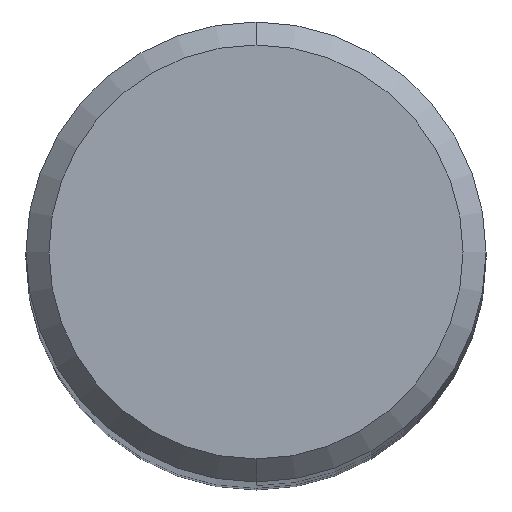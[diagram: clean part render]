
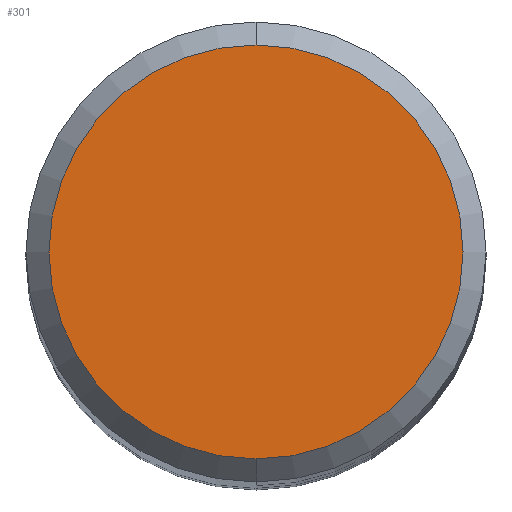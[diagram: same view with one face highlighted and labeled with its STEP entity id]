
A CAD part, top view. The second image highlights one B-rep face of the part: STEP entity #301.
In plain terms, the highlighted planar face has unit normal (0, 0, 1).
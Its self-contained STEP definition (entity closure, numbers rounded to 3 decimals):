
#273=VERTEX_POINT('',#641);
#301=ADVANCED_FACE('',(#671),#672,.T.);
#329=EDGE_CURVE('',#273,#539,#702,.T.);
#427=EDGE_CURVE('',#539,#273,#808,.T.);
#539=VERTEX_POINT('',#937);
#641=CARTESIAN_POINT('',(0.0,3.6,0.0));
#671=FACE_OUTER_BOUND('',#1171,.T.);
#672=PLANE('',#1172);
#702=CIRCLE('',#1238,3.6);
#808=CIRCLE('',#1450,3.6);
#937=CARTESIAN_POINT('',(0.,-3.6,0.0));
#1171=EDGE_LOOP('',(#1802,#1803));
#1172=AXIS2_PLACEMENT_3D('',#1804,#1805,#1806);
#1238=AXIS2_PLACEMENT_3D('',#1840,#1841,#1842);
#1450=AXIS2_PLACEMENT_3D('',#1939,#1940,#1941);
#1802=ORIENTED_EDGE('',*,*,#329,.F.);
#1803=ORIENTED_EDGE('',*,*,#427,.F.);
#1804=CARTESIAN_POINT('',(0.0,1.8,0.0));
#1805=DIRECTION('',(-0.0,0.0,1.0));
#1806=DIRECTION('',(0.0,-1.0,0.0));
#1840=CARTESIAN_POINT('',(0.0,0.0,0.0));
#1841=DIRECTION('',(0.0,0.0,-1.0));
#1842=DIRECTION('',(0.0,1.0,0.0));
#1939=CARTESIAN_POINT('',(0.0,0.0,0.0));
#1940=DIRECTION('',(0.0,0.0,-1.0));
#1941=DIRECTION('',(0.0,1.0,0.0));
